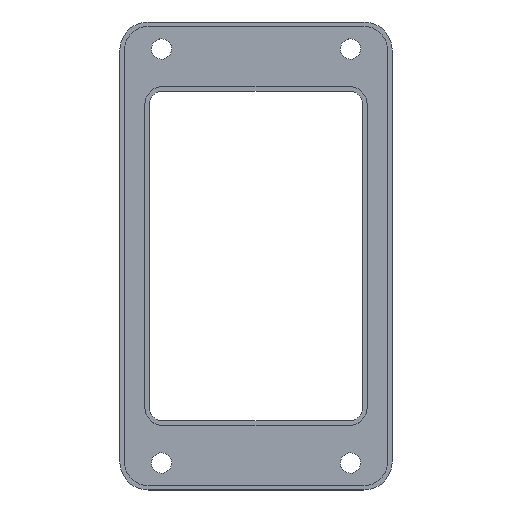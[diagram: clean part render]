
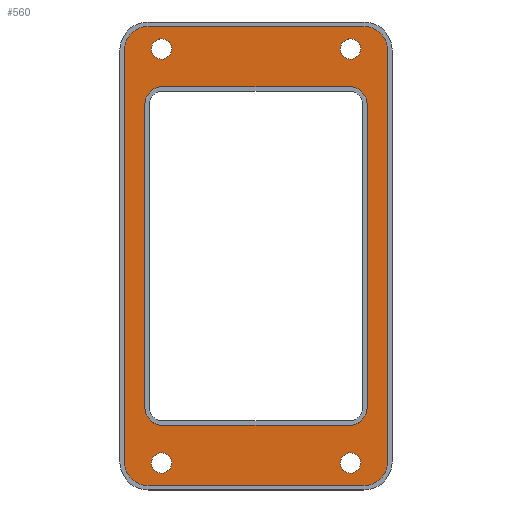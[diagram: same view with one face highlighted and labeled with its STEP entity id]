
A CAD part, top view. The second image highlights one B-rep face of the part: STEP entity #560.
In plain terms, the highlighted planar face has unit normal (0, 0, 1).
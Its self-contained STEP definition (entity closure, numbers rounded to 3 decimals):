
#39=AXIS2_PLACEMENT_3D('Circle Axis2P3D',#37,#38,$) ;
#110=AXIS2_PLACEMENT_3D('Circle Axis2P3D',#108,#109,$) ;
#172=AXIS2_PLACEMENT_3D('Circle Axis2P3D',#170,#171,$) ;
#234=AXIS2_PLACEMENT_3D('Circle Axis2P3D',#232,#233,$) ;
#341=AXIS2_PLACEMENT_3D('Circle Axis2P3D',#339,#340,$) ;
#403=AXIS2_PLACEMENT_3D('Circle Axis2P3D',#401,#402,$) ;
#434=AXIS2_PLACEMENT_3D('Circle Axis2P3D',#432,#433,$) ;
#447=AXIS2_PLACEMENT_3D('Plane Axis2P3D',#444,#445,#446) ;
#451=AXIS2_PLACEMENT_3D('Circle Axis2P3D',#449,#450,$) ;
#490=AXIS2_PLACEMENT_3D('Circle Axis2P3D',#488,#489,$) ;
#499=AXIS2_PLACEMENT_3D('Circle Axis2P3D',#497,#498,$) ;
#508=AXIS2_PLACEMENT_3D('Circle Axis2P3D',#506,#507,$) ;
#517=AXIS2_PLACEMENT_3D('Circle Axis2P3D',#515,#516,$) ;
#526=AXIS2_PLACEMENT_3D('Circle Axis2P3D',#524,#525,$) ;
#535=AXIS2_PLACEMENT_3D('Circle Axis2P3D',#533,#534,$) ;
#544=AXIS2_PLACEMENT_3D('Circle Axis2P3D',#542,#543,$) ;
#553=AXIS2_PLACEMENT_3D('Circle Axis2P3D',#551,#552,$) ;
#37=CARTESIAN_POINT('Axis2P3D Location',(50.95,85.65,1.25)) ;
#41=CARTESIAN_POINT('Vertex',(54.95,85.65,1.25)) ;
#43=CARTESIAN_POINT('Vertex',(50.95,89.65,1.25)) ;
#77=CARTESIAN_POINT('Line Origine',(30.25,89.65,1.25)) ;
#81=CARTESIAN_POINT('Vertex',(9.55,89.65,1.25)) ;
#108=CARTESIAN_POINT('Axis2P3D Location',(9.55,85.65,1.25)) ;
#112=CARTESIAN_POINT('Vertex',(5.55,85.65,1.25)) ;
#139=CARTESIAN_POINT('Line Origine',(5.55,52.,1.25)) ;
#143=CARTESIAN_POINT('Vertex',(5.55,18.35,1.25)) ;
#170=CARTESIAN_POINT('Axis2P3D Location',(9.55,18.35,1.25)) ;
#174=CARTESIAN_POINT('Vertex',(9.55,14.35,1.25)) ;
#201=CARTESIAN_POINT('Line Origine',(30.25,14.35,1.25)) ;
#205=CARTESIAN_POINT('Vertex',(50.95,14.35,1.25)) ;
#232=CARTESIAN_POINT('Axis2P3D Location',(50.95,18.35,1.25)) ;
#236=CARTESIAN_POINT('Vertex',(54.95,18.35,1.25)) ;
#263=CARTESIAN_POINT('Line Origine',(54.95,52.,1.25)) ;
#291=CARTESIAN_POINT('Vertex',(6.25,1.,1.25)) ;
#305=CARTESIAN_POINT('Vertex',(54.25,1.,1.25)) ;
#308=CARTESIAN_POINT('Line Origine',(30.25,1.,1.25)) ;
#331=CARTESIAN_POINT('Vertex',(1.,6.25,1.25)) ;
#339=CARTESIAN_POINT('Axis2P3D Location',(6.25,6.25,1.25)) ;
#362=CARTESIAN_POINT('Vertex',(1.,97.75,1.25)) ;
#370=CARTESIAN_POINT('Line Origine',(1.,52.,1.25)) ;
#393=CARTESIAN_POINT('Vertex',(6.25,103.,1.25)) ;
#401=CARTESIAN_POINT('Axis2P3D Location',(6.25,97.75,1.25)) ;
#429=CARTESIAN_POINT('Vertex',(59.5,6.25,1.25)) ;
#432=CARTESIAN_POINT('Axis2P3D Location',(54.25,6.25,1.25)) ;
#444=CARTESIAN_POINT('Axis2P3D Location',(30.25,52.,1.25)) ;
#449=CARTESIAN_POINT('Axis2P3D Location',(54.25,97.75,1.25)) ;
#453=CARTESIAN_POINT('Vertex',(59.5,97.75,1.25)) ;
#455=CARTESIAN_POINT('Vertex',(54.25,103.,1.25)) ;
#458=CARTESIAN_POINT('Line Origine',(30.25,103.,1.25)) ;
#463=CARTESIAN_POINT('Line Origine',(59.5,52.,1.25)) ;
#488=CARTESIAN_POINT('Axis2P3D Location',(9.25,6.,1.25)) ;
#492=CARTESIAN_POINT('Vertex',(8.171,7.975,1.25)) ;
#494=CARTESIAN_POINT('Vertex',(10.329,4.025,1.25)) ;
#497=CARTESIAN_POINT('Axis2P3D Location',(9.25,6.,1.25)) ;
#506=CARTESIAN_POINT('Axis2P3D Location',(51.25,98.,1.25)) ;
#510=CARTESIAN_POINT('Vertex',(52.329,96.025,1.25)) ;
#512=CARTESIAN_POINT('Vertex',(50.171,99.975,1.25)) ;
#515=CARTESIAN_POINT('Axis2P3D Location',(51.25,98.,1.25)) ;
#524=CARTESIAN_POINT('Axis2P3D Location',(9.25,98.,1.25)) ;
#528=CARTESIAN_POINT('Vertex',(8.171,99.975,1.25)) ;
#530=CARTESIAN_POINT('Vertex',(10.329,96.025,1.25)) ;
#533=CARTESIAN_POINT('Axis2P3D Location',(9.25,98.,1.25)) ;
#542=CARTESIAN_POINT('Axis2P3D Location',(51.25,6.,1.25)) ;
#546=CARTESIAN_POINT('Vertex',(50.171,7.975,1.25)) ;
#548=CARTESIAN_POINT('Vertex',(52.329,4.025,1.25)) ;
#551=CARTESIAN_POINT('Axis2P3D Location',(51.25,6.,1.25)) ;
#38=DIRECTION('Axis2P3D Direction',(0.,0.,1.)) ;
#78=DIRECTION('Vector Direction',(-1.,0.,0.)) ;
#109=DIRECTION('Axis2P3D Direction',(0.,0.,1.)) ;
#140=DIRECTION('Vector Direction',(0.,1.,0.)) ;
#171=DIRECTION('Axis2P3D Direction',(0.,0.,1.)) ;
#202=DIRECTION('Vector Direction',(1.,0.,0.)) ;
#233=DIRECTION('Axis2P3D Direction',(0.,0.,1.)) ;
#264=DIRECTION('Vector Direction',(0.,-1.,0.)) ;
#309=DIRECTION('Vector Direction',(1.,0.,0.)) ;
#340=DIRECTION('Axis2P3D Direction',(0.,0.,1.)) ;
#371=DIRECTION('Vector Direction',(0.,1.,0.)) ;
#402=DIRECTION('Axis2P3D Direction',(0.,0.,1.)) ;
#433=DIRECTION('Axis2P3D Direction',(0.,0.,1.)) ;
#445=DIRECTION('Axis2P3D Direction',(0.,0.,1.)) ;
#446=DIRECTION('Axis2P3D XDirection',(0.,-1.,0.)) ;
#450=DIRECTION('Axis2P3D Direction',(0.,0.,1.)) ;
#459=DIRECTION('Vector Direction',(-1.,0.,0.)) ;
#464=DIRECTION('Vector Direction',(0.,-1.,0.)) ;
#489=DIRECTION('Axis2P3D Direction',(0.,0.,1.)) ;
#498=DIRECTION('Axis2P3D Direction',(0.,0.,1.)) ;
#507=DIRECTION('Axis2P3D Direction',(0.,0.,1.)) ;
#516=DIRECTION('Axis2P3D Direction',(0.,0.,1.)) ;
#525=DIRECTION('Axis2P3D Direction',(0.,0.,1.)) ;
#534=DIRECTION('Axis2P3D Direction',(0.,0.,1.)) ;
#543=DIRECTION('Axis2P3D Direction',(0.,0.,1.)) ;
#552=DIRECTION('Axis2P3D Direction',(0.,0.,1.)) ;
#79=VECTOR('Line Direction',#78,1.) ;
#141=VECTOR('Line Direction',#140,1.) ;
#203=VECTOR('Line Direction',#202,1.) ;
#265=VECTOR('Line Direction',#264,1.) ;
#310=VECTOR('Line Direction',#309,1.) ;
#372=VECTOR('Line Direction',#371,1.) ;
#460=VECTOR('Line Direction',#459,1.) ;
#465=VECTOR('Line Direction',#464,1.) ;
#469=ORIENTED_EDGE('',*,*,#457,.T.) ;
#470=ORIENTED_EDGE('',*,*,#462,.T.) ;
#471=ORIENTED_EDGE('',*,*,#405,.T.) ;
#472=ORIENTED_EDGE('',*,*,#374,.T.) ;
#473=ORIENTED_EDGE('',*,*,#343,.T.) ;
#474=ORIENTED_EDGE('',*,*,#312,.T.) ;
#475=ORIENTED_EDGE('',*,*,#436,.T.) ;
#476=ORIENTED_EDGE('',*,*,#467,.T.) ;
#479=ORIENTED_EDGE('',*,*,#267,.F.) ;
#480=ORIENTED_EDGE('',*,*,#238,.F.) ;
#481=ORIENTED_EDGE('',*,*,#207,.F.) ;
#482=ORIENTED_EDGE('',*,*,#176,.F.) ;
#483=ORIENTED_EDGE('',*,*,#145,.F.) ;
#484=ORIENTED_EDGE('',*,*,#114,.F.) ;
#485=ORIENTED_EDGE('',*,*,#83,.F.) ;
#486=ORIENTED_EDGE('',*,*,#45,.F.) ;
#503=ORIENTED_EDGE('',*,*,#496,.F.) ;
#504=ORIENTED_EDGE('',*,*,#501,.F.) ;
#521=ORIENTED_EDGE('',*,*,#514,.F.) ;
#522=ORIENTED_EDGE('',*,*,#519,.F.) ;
#539=ORIENTED_EDGE('',*,*,#532,.F.) ;
#540=ORIENTED_EDGE('',*,*,#537,.F.) ;
#557=ORIENTED_EDGE('',*,*,#550,.F.) ;
#558=ORIENTED_EDGE('',*,*,#555,.F.) ;
#487=FACE_BOUND('',#478,.T.) ;
#505=FACE_BOUND('',#502,.T.) ;
#523=FACE_BOUND('',#520,.T.) ;
#541=FACE_BOUND('',#538,.T.) ;
#559=FACE_BOUND('',#556,.T.) ;
#560=ADVANCED_FACE('Hauptk\X2\00F6\X0\rper',(#477,#487,#505,#523,#541,#559),#448,.T.) ;
#40=CIRCLE('generated circle',#39,4.) ;
#111=CIRCLE('generated circle',#110,4.) ;
#173=CIRCLE('generated circle',#172,4.) ;
#235=CIRCLE('generated circle',#234,4.) ;
#342=CIRCLE('generated circle',#341,5.25) ;
#404=CIRCLE('generated circle',#403,5.25) ;
#435=CIRCLE('generated circle',#434,5.25) ;
#452=CIRCLE('generated circle',#451,5.25) ;
#491=CIRCLE('generated circle',#490,2.25) ;
#500=CIRCLE('generated circle',#499,2.25) ;
#509=CIRCLE('generated circle',#508,2.25) ;
#518=CIRCLE('generated circle',#517,2.25) ;
#527=CIRCLE('generated circle',#526,2.25) ;
#536=CIRCLE('generated circle',#535,2.25) ;
#545=CIRCLE('generated circle',#544,2.25) ;
#554=CIRCLE('generated circle',#553,2.25) ;
#45=EDGE_CURVE('',#42,#44,#40,.T.) ;
#83=EDGE_CURVE('',#44,#82,#80,.T.) ;
#114=EDGE_CURVE('',#82,#113,#111,.T.) ;
#145=EDGE_CURVE('',#113,#144,#142,.F.) ;
#176=EDGE_CURVE('',#144,#175,#173,.T.) ;
#207=EDGE_CURVE('',#175,#206,#204,.T.) ;
#238=EDGE_CURVE('',#206,#237,#235,.T.) ;
#267=EDGE_CURVE('',#237,#42,#266,.F.) ;
#312=EDGE_CURVE('',#292,#306,#311,.T.) ;
#343=EDGE_CURVE('',#332,#292,#342,.T.) ;
#374=EDGE_CURVE('',#363,#332,#373,.F.) ;
#405=EDGE_CURVE('',#394,#363,#404,.T.) ;
#436=EDGE_CURVE('',#306,#430,#435,.T.) ;
#457=EDGE_CURVE('',#454,#456,#452,.T.) ;
#462=EDGE_CURVE('',#456,#394,#461,.T.) ;
#467=EDGE_CURVE('',#430,#454,#466,.F.) ;
#496=EDGE_CURVE('',#493,#495,#491,.T.) ;
#501=EDGE_CURVE('',#495,#493,#500,.T.) ;
#514=EDGE_CURVE('',#511,#513,#509,.T.) ;
#519=EDGE_CURVE('',#513,#511,#518,.T.) ;
#532=EDGE_CURVE('',#529,#531,#527,.T.) ;
#537=EDGE_CURVE('',#531,#529,#536,.T.) ;
#550=EDGE_CURVE('',#547,#549,#545,.T.) ;
#555=EDGE_CURVE('',#549,#547,#554,.T.) ;
#468=EDGE_LOOP('',(#469,#470,#471,#472,#473,#474,#475,#476)) ;
#478=EDGE_LOOP('',(#479,#480,#481,#482,#483,#484,#485,#486)) ;
#502=EDGE_LOOP('',(#503,#504)) ;
#520=EDGE_LOOP('',(#521,#522)) ;
#538=EDGE_LOOP('',(#539,#540)) ;
#556=EDGE_LOOP('',(#557,#558)) ;
#477=FACE_OUTER_BOUND('',#468,.T.) ;
#80=LINE('Line',#77,#79) ;
#142=LINE('Line',#139,#141) ;
#204=LINE('Line',#201,#203) ;
#266=LINE('Line',#263,#265) ;
#311=LINE('Line',#308,#310) ;
#373=LINE('Line',#370,#372) ;
#461=LINE('Line',#458,#460) ;
#466=LINE('Line',#463,#465) ;
#448=PLANE('',#447) ;
#42=VERTEX_POINT('',#41) ;
#44=VERTEX_POINT('',#43) ;
#82=VERTEX_POINT('',#81) ;
#113=VERTEX_POINT('',#112) ;
#144=VERTEX_POINT('',#143) ;
#175=VERTEX_POINT('',#174) ;
#206=VERTEX_POINT('',#205) ;
#237=VERTEX_POINT('',#236) ;
#292=VERTEX_POINT('',#291) ;
#306=VERTEX_POINT('',#305) ;
#332=VERTEX_POINT('',#331) ;
#363=VERTEX_POINT('',#362) ;
#394=VERTEX_POINT('',#393) ;
#430=VERTEX_POINT('',#429) ;
#454=VERTEX_POINT('',#453) ;
#456=VERTEX_POINT('',#455) ;
#493=VERTEX_POINT('',#492) ;
#495=VERTEX_POINT('',#494) ;
#511=VERTEX_POINT('',#510) ;
#513=VERTEX_POINT('',#512) ;
#529=VERTEX_POINT('',#528) ;
#531=VERTEX_POINT('',#530) ;
#547=VERTEX_POINT('',#546) ;
#549=VERTEX_POINT('',#548) ;
